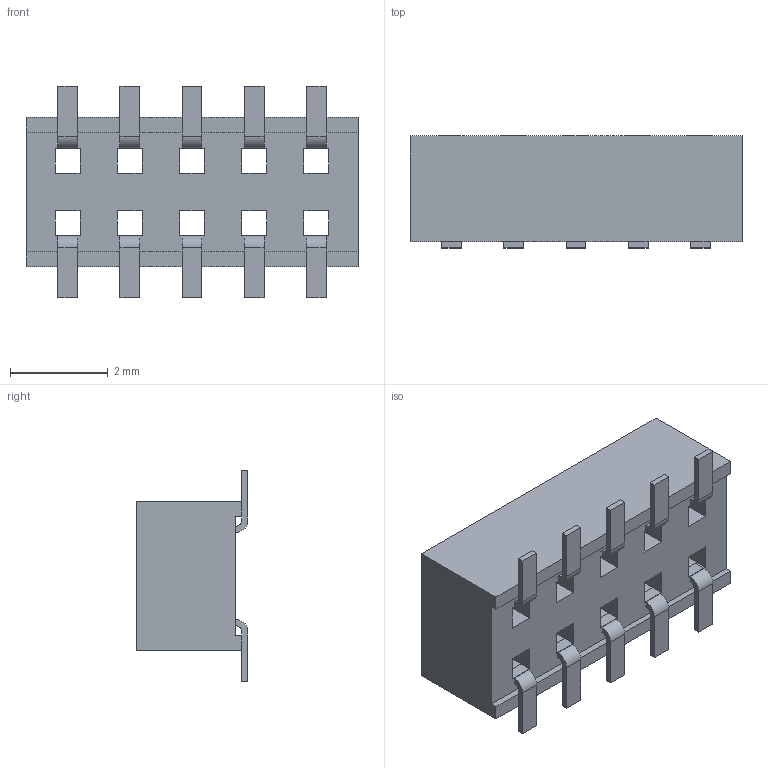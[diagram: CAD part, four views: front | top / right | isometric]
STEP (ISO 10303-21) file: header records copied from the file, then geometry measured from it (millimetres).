
FILE_DESCRIPTION(/* description */ ('STEP AP214'),/* implementation_level */ '2;1');
FILE_NAME(/* name */ 'CLP-105-02-F-D',/* time_stamp */ '2024-02-27T10:16:19+01:00',/* author */ ('License CC BY-ND 4.0'),/* organization */ ('CADENAS'),/* preprocessor_version */ 'ST-DEVELOPER v19.3',/* originating_system */ 'PARTsolutions',/* authorisation */ ' ');
FILE_SCHEMA (('AUTOMOTIVE_DESIGN {1 0 10303 214 3 1 1}'));
Length unit declared in the file: inch
Products named in the file (3): CLP-105-02-F-D; CLP-105-2-F-D_terminal; C-106-22-1-F-05_Pin
Assembly tree (3 placements, depth 2):
  CLP-105-02-F-D
    CLP-105-2-F-D_terminal
    C-106-22-1-F-05_Pin  x2
Bounding box: 6.78 x 2.29 x 4.32 mm (x, y, z)
Volume: 38.3 mm3; surface area: 143.2 mm2
Topology: 3 solids, 3 shells, 134 faces, 384 edges, 256 vertices
Faces by surface type: plane 114, cylinder 20
Entity records: 3094 total; most frequent: CARTESIAN_POINT 536, ORIENTED_EDGE 528, DIRECTION 476, EDGE_CURVE 264, LINE 244, VECTOR 244, VERTEX_POINT 176, AXIS2_PLACEMENT_3D 116
